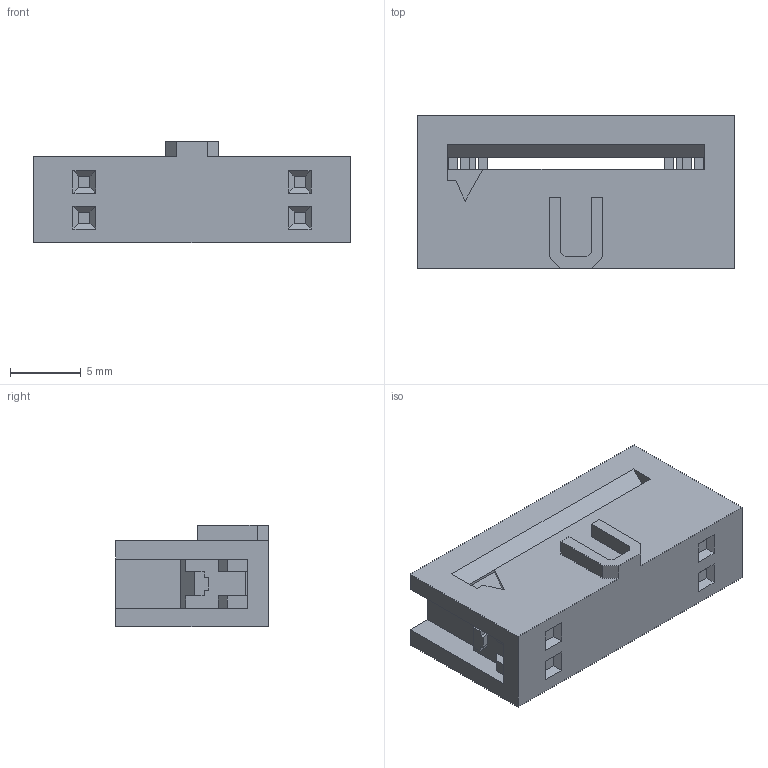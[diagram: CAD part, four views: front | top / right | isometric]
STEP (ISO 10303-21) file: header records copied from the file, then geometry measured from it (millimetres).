
FILE_DESCRIPTION((''),'2;1');
FILE_NAME('0918_SEK_fem_straight_14-pin.stp', '2008-07-28T10:00:37',('User'),('SDRC'),'I-DEAS Master Series 9','UNIX', 'Yes');
FILE_SCHEMA(('AUTOMOTIVE_DESIGN { 1 0 10303 214 1 1 1 1 }'));
Length unit declared in the file: millimetre
Products named in the file (1): 0918_SEK_fem_straight_14-pin
Bounding box: 22.4 x 10.8 x 7.2 mm (x, y, z)
Surface area: 1157.2 mm2 (no closed solid volume)
Topology: 0 solids, 1 shells, 135 faces, 376 edges, 246 vertices
Faces by surface type: bspline 135
Entity records: 4060 total; most frequent: CARTESIAN_POINT 1547, ORIENTED_EDGE 760, EDGE_CURVE 376, VERTEX_POINT 246, B_SPLINE_CURVE_WITH_KNOTS 186, QUASI_UNIFORM_CURVE 186, EDGE_LOOP 156, FACE_OUTER_BOUND 135
